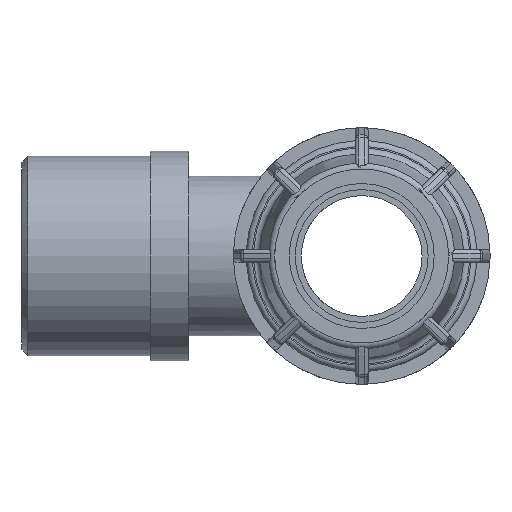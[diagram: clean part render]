
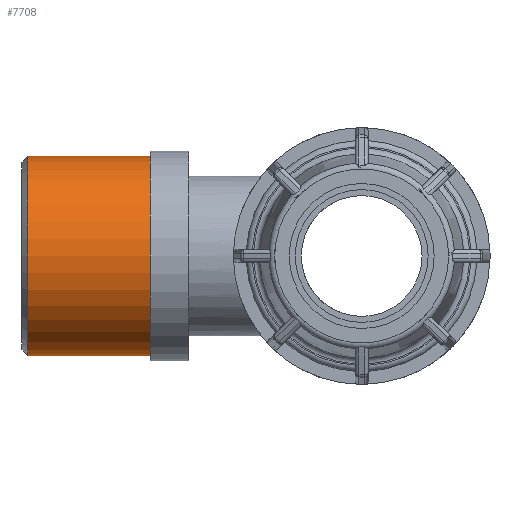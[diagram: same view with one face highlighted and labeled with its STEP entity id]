
A CAD part, left-side view. The second image highlights one B-rep face of the part: STEP entity #7708.
In plain terms, the highlighted cylindrical face has radius 13.22 mm (diameter 26.441 mm), a full revolution.
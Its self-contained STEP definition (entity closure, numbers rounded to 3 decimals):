
#1610=CYLINDRICAL_SURFACE('',#8246,13.221);
#1772=FACE_BOUND('',#2346,.T.);
#1810=FACE_OUTER_BOUND('',#2345,.T.);
#2345=EDGE_LOOP('',(#5280));
#2346=EDGE_LOOP('',(#5281));
#2915=CIRCLE('',#8244,13.221);
#2917=CIRCLE('',#8247,13.221);
#3364=VERTEX_POINT('',#11678);
#3366=VERTEX_POINT('',#11683);
#4072=EDGE_CURVE('',#3364,#3364,#2915,.T.);
#4074=EDGE_CURVE('',#3366,#3366,#2917,.T.);
#5280=ORIENTED_EDGE('',*,*,#4074,.T.);
#5281=ORIENTED_EDGE('',*,*,#4072,.F.);
#7708=ADVANCED_FACE('',(#1810,#1772),#1610,.T.);
#8244=AXIS2_PLACEMENT_3D('',#11679,#9230,#9231);
#8246=AXIS2_PLACEMENT_3D('',#11682,#9234,#9235);
#8247=AXIS2_PLACEMENT_3D('',#11684,#9236,#9237);
#9230=DIRECTION('center_axis',(0.,1.,0.));
#9231=DIRECTION('ref_axis',(1.,0.,0.));
#9234=DIRECTION('center_axis',(0.,1.,0.));
#9235=DIRECTION('ref_axis',(-1.,0.,0.));
#9236=DIRECTION('center_axis',(0.,1.,0.));
#9237=DIRECTION('ref_axis',(1.,0.,0.));
#11678=CARTESIAN_POINT('',(-13.221,44.207,0.));
#11679=CARTESIAN_POINT('Origin',(0.,44.207,0.));
#11682=CARTESIAN_POINT('Origin',(0.,36.5,0.));
#11683=CARTESIAN_POINT('',(-13.221,28.,0.));
#11684=CARTESIAN_POINT('Origin',(0.,28.,0.));
